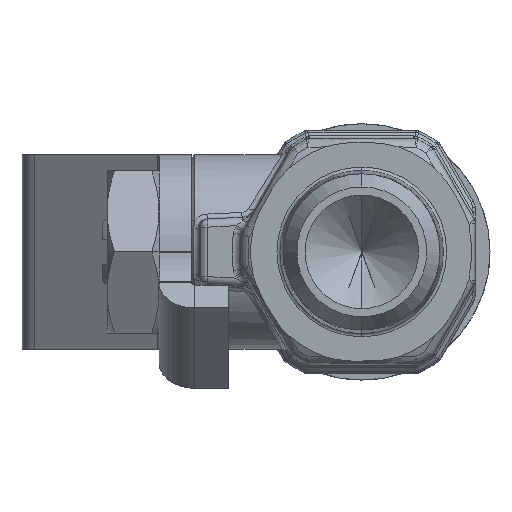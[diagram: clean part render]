
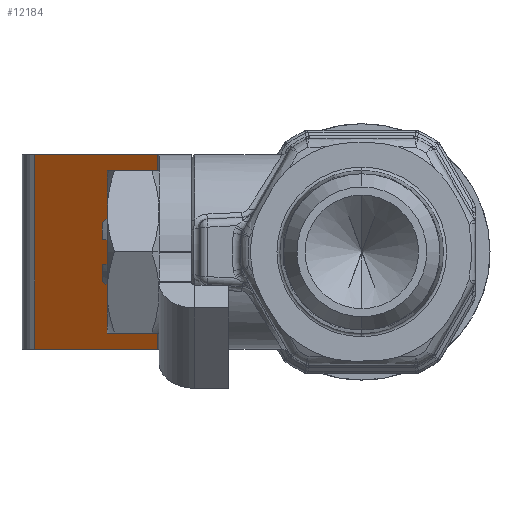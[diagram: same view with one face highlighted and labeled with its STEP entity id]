
A CAD part, left-side view. The second image highlights one B-rep face of the part: STEP entity #12184.
In plain terms, the highlighted planar face has unit normal (-0.766, 0.643, 0).
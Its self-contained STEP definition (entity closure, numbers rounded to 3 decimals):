
#51 = CARTESIAN_POINT ( 'NONE',  ( 19.726, 20.16, 6. ) ) ;
#64 = CARTESIAN_POINT ( 'NONE',  ( 19.726, 20.16, -6. ) ) ;
#801 = EDGE_CURVE ( 'Defeature completata1_365+Defeature completata1_369+Defeature completata1_362+Defeature completata1_363', #11462, #11796, #15452, .T. ) ;
#1040 = DIRECTION ( 'NONE',  ( -0.766, 0.643, 0. ) ) ;
#2287 = DIRECTION ( 'NONE',  ( 0., 0., -1. ) ) ;
#2330 = EDGE_CURVE ( 'Defeature completata1_366+Defeature completata1_369+Defeature completata1_363+Defeature completata1_370', #11796, #3291, #11631, .T. ) ;
#3291 = VERTEX_POINT ( 'NONE', #11046 ) ;
#3558 = EDGE_CURVE ( 'Defeature completata1_367+Defeature completata1_369+Defeature completata1_371+Defeature completata1_362', #3705, #11462, #5831, .T. ) ;
#3705 = VERTEX_POINT ( 'NONE', #51 ) ;
#4414 = FACE_OUTER_BOUND ( 'NONE', #14746, .T. ) ;
#4765 = ORIENTED_EDGE ( 'NONE', *, *, #3558, .F. ) ;
#4832 = DIRECTION ( 'NONE',  ( 0.643, 0.766, 0. ) ) ;
#5356 = ORIENTED_EDGE ( 'NONE', *, *, #5522, .F. ) ;
#5522 = EDGE_CURVE ( 'Defeature completata1_372+Defeature completata1_369+Defeature completata1_370+Defeature completata1_371', #3291, #3705, #10453, .T. ) ;
#5831 = LINE ( 'NONE', #6958, #14629 ) ;
#6958 = CARTESIAN_POINT ( 'NONE',  ( 13.298, 12.5, 6. ) ) ;
#7132 = CARTESIAN_POINT ( 'NONE',  ( 13.358, 12.571, -6. ) ) ;
#7295 = VECTOR ( 'NONE', #7350, 1000. ) ;
#7317 = CARTESIAN_POINT ( 'NONE',  ( 13.358, 12.571, 6. ) ) ;
#7350 = DIRECTION ( 'NONE',  ( 0., 0., 1. ) ) ;
#8843 = ORIENTED_EDGE ( 'NONE', *, *, #2330, .F. ) ;
#9409 = DIRECTION ( 'NONE',  ( 0.643, 0.766, 0. ) ) ;
#10453 = LINE ( 'NONE', #13307, #7295 ) ;
#11046 = CARTESIAN_POINT ( 'NONE',  ( 19.726, 20.16, -6. ) ) ;
#11057 = AXIS2_PLACEMENT_3D ( 'NONE', #15392, #1040, #9409 ) ;
#11462 = VERTEX_POINT ( 'NONE', #7317 ) ;
#11631 = LINE ( 'NONE', #64, #14467 ) ;
#11796 = VERTEX_POINT ( 'NONE', #7132 ) ;
#12184 = ADVANCED_FACE ( 'Defeature completata1_369', ( #4414 ), #14187, .T. ) ;
#12264 = VECTOR ( 'NONE', #2287, 1000. ) ;
#13026 = CARTESIAN_POINT ( 'NONE',  ( 13.358, 12.571, 6. ) ) ;
#13307 = CARTESIAN_POINT ( 'NONE',  ( 19.726, 20.16, 6. ) ) ;
#13762 = ORIENTED_EDGE ( 'NONE', *, *, #801, .F. ) ;
#14187 = PLANE ( 'NONE',  #11057 ) ;
#14467 = VECTOR ( 'NONE', #4832, 1000. ) ;
#14629 = VECTOR ( 'NONE', #15340, 1000. ) ;
#14746 = EDGE_LOOP ( 'NONE', ( #8843, #13762, #4765, #5356 ) ) ;
#15340 = DIRECTION ( 'NONE',  ( -0.643, -0.766, 0. ) ) ;
#15392 = CARTESIAN_POINT ( 'NONE',  ( 8.801, 7.141, 0. ) ) ;
#15452 = LINE ( 'NONE', #13026, #12264 ) ;
